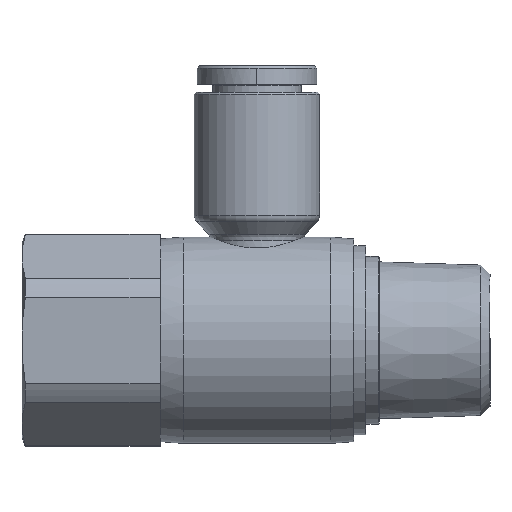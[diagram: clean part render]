
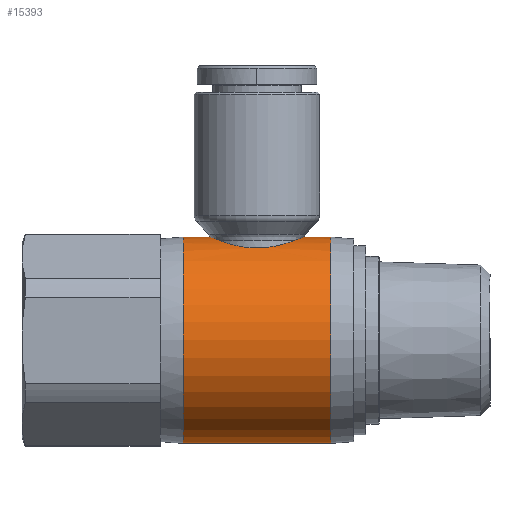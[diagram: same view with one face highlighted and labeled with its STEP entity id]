
A CAD part, front view. The second image highlights one B-rep face of the part: STEP entity #15393.
In plain terms, the highlighted cylindrical face has radius 11.2 mm (diameter 22.4 mm), a partial arc.
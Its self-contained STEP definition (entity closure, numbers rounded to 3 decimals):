
#327=CARTESIAN_POINT('',(-5.,0.,5.077));
#328=VERTEX_POINT('',#327);
#337=CARTESIAN_POINT('',(-5.,0.,-5.077));
#338=VERTEX_POINT('',#337);
#391=CARTESIAN_POINT('',(-5.,0.,8.));
#392=VERTEX_POINT('',#391);
#401=CARTESIAN_POINT('',(17.4,0.,8.));
#402=VERTEX_POINT('',#401);
#489=CARTESIAN_POINT('',(-5.,0.,-8.));
#490=VERTEX_POINT('',#489);
#506=CARTESIAN_POINT('',(17.4,0.,-8.));
#507=VERTEX_POINT('',#506);
#529=CARTESIAN_POINT('',(-5.,0.,-8.));
#530=DIRECTION('',(0.0,0.0,1.0));
#531=VECTOR('',#530,2.923);
#532=LINE('',#529,#531);
#533=EDGE_CURVE('',#490,#338,#532,.T.);
#536=CARTESIAN_POINT('',(17.4,0.,8.));
#537=DIRECTION('',(0.0,0.0,-1.0));
#538=VECTOR('',#537,16.0);
#539=LINE('',#536,#538);
#540=EDGE_CURVE('',#402,#507,#539,.T.);
#543=CARTESIAN_POINT('',(-5.,0.,5.077));
#544=DIRECTION('',(0.0,0.0,1.0));
#545=VECTOR('',#544,2.923);
#546=LINE('',#543,#545);
#547=EDGE_CURVE('',#328,#392,#546,.T.);
#15313=CARTESIAN_POINT('',(6.2,0.,0.));
#15314=DIRECTION('',(0.,0.,1.0));
#15315=DIRECTION('',(-1.0,0.0,0.0));
#15316=AXIS2_PLACEMENT_3D('',#15313,#15314,#15315);
#15317=CYLINDRICAL_SURFACE('',#15316,11.2);
#15318=ORIENTED_EDGE('',*,*,#533,.T.);
#15319=CARTESIAN_POINT('',(-4.616,2.907,-4.068));
#15320=VERTEX_POINT('',#15319);
#15321=CARTESIAN_POINT('',(-4.616,2.907,-4.068));
#15322=CARTESIAN_POINT('',(-4.694,2.617,-4.275));
#15323=CARTESIAN_POINT('',(-4.764,2.31,-4.459));
#15324=CARTESIAN_POINT('',(-4.871,1.717,-4.739));
#15325=CARTESIAN_POINT('',(-4.911,1.439,-4.844));
#15326=CARTESIAN_POINT('',(-4.964,0.923,-4.983));
#15327=CARTESIAN_POINT('',(-4.981,0.691,-5.027));
#15328=CARTESIAN_POINT('',(-4.997,0.31,-5.068));
#15329=CARTESIAN_POINT('',(-5.,0.164,-5.076));
#15330=CARTESIAN_POINT('',(-5.,0.012,-5.077));
#15331=CARTESIAN_POINT('',(-5.,0.006,-5.077));
#15332=CARTESIAN_POINT('',(-5.,0.,-5.077));
#15333=B_SPLINE_CURVE_WITH_KNOTS('',3,(#15321,#15322,#15323,#15324,#15325,#15326,#15327,#15328,#15329,#15330,#15331,#15332),.UNSPECIFIED.,.F.,.U.,(4,2,2,2,2,4),(-6.334,-5.24,-4.338,-3.626,-3.185,-3.167),.UNSPECIFIED.);
#15334=EDGE_CURVE('',#15320,#338,#15333,.T.);
#15335=ORIENTED_EDGE('',*,*,#15334,.F.);
#15336=CARTESIAN_POINT('',(-4.616,2.907,4.068));
#15337=VERTEX_POINT('',#15336);
#15338=CARTESIAN_POINT('',(-4.616,2.907,4.068));
#15339=CARTESIAN_POINT('',(-4.555,3.135,3.905));
#15340=CARTESIAN_POINT('',(-4.49,3.346,3.725));
#15341=CARTESIAN_POINT('',(-4.354,3.755,3.316));
#15342=CARTESIAN_POINT('',(-4.278,3.962,3.068));
#15343=CARTESIAN_POINT('',(-4.132,4.327,2.526));
#15344=CARTESIAN_POINT('',(-4.063,4.486,2.233));
#15345=CARTESIAN_POINT('',(-3.947,4.742,1.619));
#15346=CARTESIAN_POINT('',(-3.9,4.84,1.297));
#15347=CARTESIAN_POINT('',(-3.838,4.969,0.647));
#15348=CARTESIAN_POINT('',(-3.822,5.0,0.319));
#15349=CARTESIAN_POINT('',(-3.822,5.0,0.));
#15350=CARTESIAN_POINT('',(-3.822,5.0,-0.319));
#15351=CARTESIAN_POINT('',(-3.838,4.969,-0.647));
#15352=CARTESIAN_POINT('',(-3.9,4.84,-1.297));
#15353=CARTESIAN_POINT('',(-3.947,4.742,-1.619));
#15354=CARTESIAN_POINT('',(-4.063,4.486,-2.233));
#15355=CARTESIAN_POINT('',(-4.132,4.327,-2.526));
#15356=CARTESIAN_POINT('',(-4.278,3.962,-3.068));
#15357=CARTESIAN_POINT('',(-4.354,3.755,-3.316));
#15358=CARTESIAN_POINT('',(-4.49,3.346,-3.725));
#15359=CARTESIAN_POINT('',(-4.555,3.135,-3.905));
#15360=CARTESIAN_POINT('',(-4.616,2.907,-4.068));
#15361=B_SPLINE_CURVE_WITH_KNOTS('',3,(#15338,#15339,#15340,#15341,#15342,#15343,#15344,#15345,#15346,#15347,#15348,#15349,#15350,#15351,#15352,#15353,#15354,#15355,#15356,#15357,#15358,#15359,#15360),.UNSPECIFIED.,.F.,.U.,(4,2,2,2,2,3,2,2,2,2,4),(-4.655,-3.83,-2.872,-1.915,-0.957,0.0,0.957,1.915,2.872,3.83,4.655),.UNSPECIFIED.);
#15362=EDGE_CURVE('',#15337,#15320,#15361,.T.);
#15363=ORIENTED_EDGE('',*,*,#15362,.F.);
#15364=CARTESIAN_POINT('',(-5.,0.,5.077));
#15365=CARTESIAN_POINT('',(-5.,0.138,5.077));
#15366=CARTESIAN_POINT('',(-4.997,0.276,5.07));
#15367=CARTESIAN_POINT('',(-4.984,0.634,5.035));
#15368=CARTESIAN_POINT('',(-4.97,0.851,4.997));
#15369=CARTESIAN_POINT('',(-4.885,1.735,4.776));
#15370=CARTESIAN_POINT('',(-4.765,2.354,4.463));
#15371=CARTESIAN_POINT('',(-4.616,2.907,4.068));
#15372=B_SPLINE_CURVE_WITH_KNOTS('',3,(#15364,#15365,#15366,#15367,#15368,#15369,#15370,#15371),.UNSPECIFIED.,.F.,.U.,(4,2,2,4),(-3.167,-2.752,-2.086,0.0),.UNSPECIFIED.);
#15373=EDGE_CURVE('',#328,#15337,#15372,.T.);
#15374=ORIENTED_EDGE('',*,*,#15373,.F.);
#15375=ORIENTED_EDGE('',*,*,#547,.T.);
#15376=CARTESIAN_POINT('',(6.2,0.,8.));
#15377=DIRECTION('',(0.0,0.0,1.0));
#15378=DIRECTION('',(-1.0,0.0,0.0));
#15379=AXIS2_PLACEMENT_3D('',#15376,#15377,#15378);
#15380=CIRCLE('',#15379,11.2);
#15381=EDGE_CURVE('',#402,#392,#15380,.T.);
#15382=ORIENTED_EDGE('',*,*,#15381,.F.);
#15383=ORIENTED_EDGE('',*,*,#540,.T.);
#15384=CARTESIAN_POINT('',(6.2,0.,-8.));
#15385=DIRECTION('',(0.0,0.0,1.0));
#15386=DIRECTION('',(-1.0,0.0,0.0));
#15387=AXIS2_PLACEMENT_3D('',#15384,#15385,#15386);
#15388=CIRCLE('',#15387,11.2);
#15389=EDGE_CURVE('',#507,#490,#15388,.T.);
#15390=ORIENTED_EDGE('',*,*,#15389,.T.);
#15391=EDGE_LOOP('',(#15318,#15335,#15363,#15374,#15375,#15382,#15383,#15390));
#15392=FACE_OUTER_BOUND('',#15391,.T.);
#15393=ADVANCED_FACE('',(#15392),#15317,.T.);
